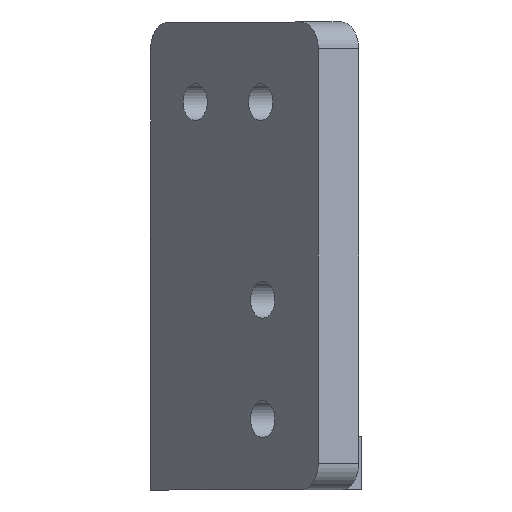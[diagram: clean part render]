
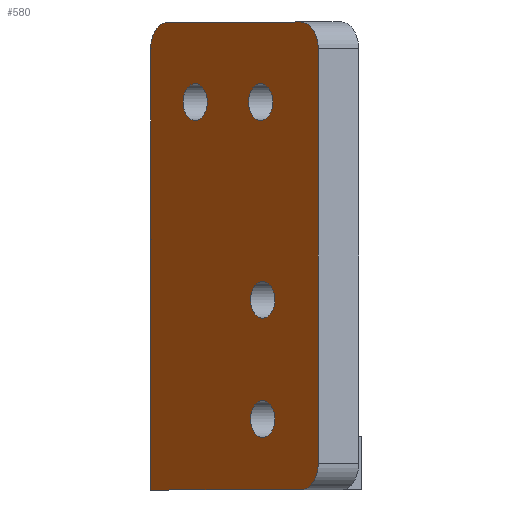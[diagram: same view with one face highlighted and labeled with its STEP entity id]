
A CAD part, left-side view. The second image highlights one B-rep face of the part: STEP entity #580.
In plain terms, the highlighted planar face has unit normal (-0.656, 0.755, 0).
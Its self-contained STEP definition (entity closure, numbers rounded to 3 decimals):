
#19=FACE_BOUND('',#90,.T.);
#20=FACE_BOUND('',#91,.T.);
#21=FACE_BOUND('',#92,.T.);
#22=FACE_BOUND('',#93,.T.);
#36=PLANE('',#647);
#55=FACE_OUTER_BOUND('',#89,.T.);
#89=EDGE_LOOP('',(#444,#445,#446,#447,#448,#449,#450,#451));
#90=EDGE_LOOP('',(#452));
#91=EDGE_LOOP('',(#453));
#92=EDGE_LOOP('',(#454));
#93=EDGE_LOOP('',(#455));
#133=CIRCLE('',#644,4.);
#135=CIRCLE('',#648,4.);
#136=CIRCLE('',#649,4.);
#137=CIRCLE('',#650,2.75);
#138=CIRCLE('',#651,2.75);
#139=CIRCLE('',#652,2.75);
#140=CIRCLE('',#653,2.75);
#161=LINE('',#887,#212);
#174=LINE('',#936,#225);
#177=LINE('',#941,#228);
#178=LINE('',#943,#229);
#179=LINE('',#947,#230);
#212=VECTOR('',#709,10.);
#225=VECTOR('',#756,10.);
#228=VECTOR('',#761,10.);
#229=VECTOR('',#762,10.);
#230=VECTOR('',#765,10.);
#263=VERTEX_POINT('',#884);
#264=VERTEX_POINT('',#886);
#279=VERTEX_POINT('',#926);
#280=VERTEX_POINT('',#927);
#283=VERTEX_POINT('',#935);
#285=VERTEX_POINT('',#942);
#286=VERTEX_POINT('',#944);
#287=VERTEX_POINT('',#946);
#288=VERTEX_POINT('',#949);
#289=VERTEX_POINT('',#951);
#290=VERTEX_POINT('',#953);
#291=VERTEX_POINT('',#955);
#320=EDGE_CURVE('',#264,#263,#161,.T.);
#340=EDGE_CURVE('',#279,#280,#133,.T.);
#344=EDGE_CURVE('',#283,#280,#174,.T.);
#347=EDGE_CURVE('',#279,#264,#177,.T.);
#348=EDGE_CURVE('',#263,#285,#178,.T.);
#349=EDGE_CURVE('',#286,#285,#135,.T.);
#350=EDGE_CURVE('',#286,#287,#179,.T.);
#351=EDGE_CURVE('',#283,#287,#136,.T.);
#352=EDGE_CURVE('',#288,#288,#137,.T.);
#353=EDGE_CURVE('',#289,#289,#138,.T.);
#354=EDGE_CURVE('',#290,#290,#139,.T.);
#355=EDGE_CURVE('',#291,#291,#140,.T.);
#444=ORIENTED_EDGE('',*,*,#340,.F.);
#445=ORIENTED_EDGE('',*,*,#347,.T.);
#446=ORIENTED_EDGE('',*,*,#320,.T.);
#447=ORIENTED_EDGE('',*,*,#348,.T.);
#448=ORIENTED_EDGE('',*,*,#349,.F.);
#449=ORIENTED_EDGE('',*,*,#350,.T.);
#450=ORIENTED_EDGE('',*,*,#351,.F.);
#451=ORIENTED_EDGE('',*,*,#344,.T.);
#452=ORIENTED_EDGE('',*,*,#352,.T.);
#453=ORIENTED_EDGE('',*,*,#353,.T.);
#454=ORIENTED_EDGE('',*,*,#354,.T.);
#455=ORIENTED_EDGE('',*,*,#355,.T.);
#580=ADVANCED_FACE('',(#55,#19,#20,#21,#22),#36,.T.);
#644=AXIS2_PLACEMENT_3D('',#928,#748,#749);
#647=AXIS2_PLACEMENT_3D('',#940,#759,#760);
#648=AXIS2_PLACEMENT_3D('',#945,#763,#764);
#649=AXIS2_PLACEMENT_3D('',#948,#766,#767);
#650=AXIS2_PLACEMENT_3D('',#950,#768,#769);
#651=AXIS2_PLACEMENT_3D('',#952,#770,#771);
#652=AXIS2_PLACEMENT_3D('',#954,#772,#773);
#653=AXIS2_PLACEMENT_3D('',#956,#774,#775);
#709=DIRECTION('',(0.,0.,-1.));
#748=DIRECTION('center_axis',(0.656,-0.755,0.));
#749=DIRECTION('ref_axis',(0.534,0.464,0.707));
#756=DIRECTION('',(0.755,0.656,0.));
#759=DIRECTION('center_axis',(-0.656,0.755,0.));
#760=DIRECTION('ref_axis',(0.,0.,1.));
#761=DIRECTION('',(0.,0.,-1.));
#762=DIRECTION('',(-0.755,-0.656,0.));
#763=DIRECTION('center_axis',(0.656,-0.755,0.));
#764=DIRECTION('ref_axis',(-0.534,-0.464,-0.707));
#765=DIRECTION('',(0.,0.,1.));
#766=DIRECTION('center_axis',(0.656,-0.755,0.));
#767=DIRECTION('ref_axis',(-0.534,-0.464,0.707));
#768=DIRECTION('center_axis',(0.656,-0.755,0.));
#769=DIRECTION('ref_axis',(-0.755,-0.656,0.));
#770=DIRECTION('center_axis',(0.656,-0.755,0.));
#771=DIRECTION('ref_axis',(-0.755,-0.656,0.));
#772=DIRECTION('center_axis',(0.656,-0.755,0.));
#773=DIRECTION('ref_axis',(-0.755,-0.656,0.));
#774=DIRECTION('center_axis',(0.656,-0.755,0.));
#775=DIRECTION('ref_axis',(-0.755,-0.656,0.));
#884=CARTESIAN_POINT('',(-10.33,31.438,0.));
#886=CARTESIAN_POINT('',(-10.33,31.438,37.4));
#887=CARTESIAN_POINT('',(-10.33,31.438,69.82));
#926=CARTESIAN_POINT('',(-10.33,31.438,65.82));
#927=CARTESIAN_POINT('',(-13.349,28.813,69.82));
#928=CARTESIAN_POINT('Origin',(-13.349,28.813,65.82));
#935=CARTESIAN_POINT('',(-36.072,9.061,69.82));
#936=CARTESIAN_POINT('',(-88.002,-36.081,69.82));
#940=CARTESIAN_POINT('Origin',(-24.711,18.937,34.91));
#941=CARTESIAN_POINT('',(-10.33,31.438,69.82));
#942=CARTESIAN_POINT('',(-36.072,9.061,0.));
#943=CARTESIAN_POINT('',(-10.33,31.438,0.));
#944=CARTESIAN_POINT('',(-39.091,6.436,4.));
#945=CARTESIAN_POINT('Origin',(-36.072,9.061,4.));
#946=CARTESIAN_POINT('',(-39.091,6.436,65.82));
#947=CARTESIAN_POINT('',(-39.091,6.436,-209.46));
#948=CARTESIAN_POINT('Origin',(-36.072,9.061,65.82));
#949=CARTESIAN_POINT('',(-27.477,16.532,10.585));
#950=CARTESIAN_POINT('Origin',(-29.553,14.728,10.585));
#951=CARTESIAN_POINT('',(-27.477,16.532,28.373));
#952=CARTESIAN_POINT('Origin',(-29.553,14.728,28.373));
#953=CARTESIAN_POINT('',(-27.143,16.822,57.876));
#954=CARTESIAN_POINT('Origin',(-29.219,15.018,57.876));
#955=CARTESIAN_POINT('',(-15.889,26.606,57.876));
#956=CARTESIAN_POINT('Origin',(-17.964,24.802,57.876));
